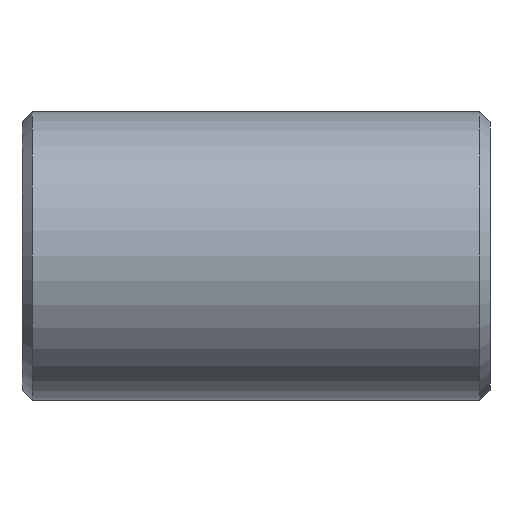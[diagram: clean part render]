
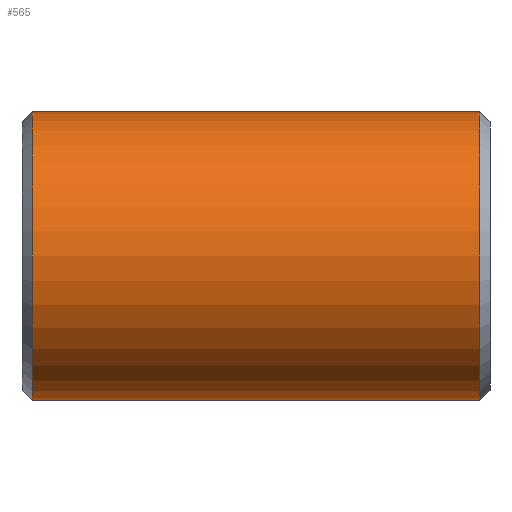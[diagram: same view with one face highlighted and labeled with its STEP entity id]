
A CAD part, front view. The second image highlights one B-rep face of the part: STEP entity #565.
In plain terms, the highlighted cylindrical face has radius 109.537 mm (diameter 219.075 mm), a partial arc.
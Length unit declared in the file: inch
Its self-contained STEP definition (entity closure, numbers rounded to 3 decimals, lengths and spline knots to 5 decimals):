
#30 = CIRCLE ( 'NONE', #169, 4.3125 ) ;
#45 = CYLINDRICAL_SURFACE ( 'NONE', #178, 4.3125 ) ;
#61 = DIRECTION ( 'NONE',  ( 0., 0., -1. ) ) ;
#77 = EDGE_CURVE ( 'NONE', #534, #173, #30, .T. ) ;
#95 = LINE ( 'NONE', #354, #199 ) ;
#166 = CARTESIAN_POINT ( 'NONE',  ( 7., 0., -4.3125 ) ) ;
#169 = AXIS2_PLACEMENT_3D ( 'NONE', #508, #257, #61 ) ;
#171 = FACE_OUTER_BOUND ( 'NONE', #432, .T. ) ;
#173 = VERTEX_POINT ( 'NONE', #755 ) ;
#178 = AXIS2_PLACEMENT_3D ( 'NONE', #660, #422, #664 ) ;
#199 = VECTOR ( 'NONE', #593, 39.37008 ) ;
#204 = DIRECTION ( 'NONE',  ( 0., 0., 1. ) ) ;
#219 = CIRCLE ( 'NONE', #638, 4.3125 ) ;
#227 = LINE ( 'NONE', #166, #578 ) ;
#241 = ORIENTED_EDGE ( 'NONE', *, *, #280, .T. ) ;
#257 = DIRECTION ( 'NONE',  ( -1., 0., 0. ) ) ;
#280 = EDGE_CURVE ( 'NONE', #173, #614, #95, .T. ) ;
#295 = ORIENTED_EDGE ( 'NONE', *, *, #77, .T. ) ;
#296 = CARTESIAN_POINT ( 'NONE',  ( -6.698, 0., 4.3125 ) ) ;
#343 = CARTESIAN_POINT ( 'NONE',  ( -6.698, 0., 0. ) ) ;
#354 = CARTESIAN_POINT ( 'NONE',  ( 7., 0., 4.3125 ) ) ;
#356 = CARTESIAN_POINT ( 'NONE',  ( 6.698, 0., -4.3125 ) ) ;
#417 = DIRECTION ( 'NONE',  ( -1., 0., 0. ) ) ;
#422 = DIRECTION ( 'NONE',  ( -1., 0., 0. ) ) ;
#432 = EDGE_LOOP ( 'NONE', ( #652, #295, #241, #659 ) ) ;
#454 = EDGE_CURVE ( 'NONE', #614, #602, #219, .T. ) ;
#508 = CARTESIAN_POINT ( 'NONE',  ( 6.698, 0., 0. ) ) ;
#534 = VERTEX_POINT ( 'NONE', #356 ) ;
#565 = ADVANCED_FACE ( 'NONE', ( #171 ), #45, .T. ) ;
#578 = VECTOR ( 'NONE', #417, 39.37008 ) ;
#593 = DIRECTION ( 'NONE',  ( -1., 0., 0. ) ) ;
#602 = VERTEX_POINT ( 'NONE', #776 ) ;
#614 = VERTEX_POINT ( 'NONE', #296 ) ;
#636 = DIRECTION ( 'NONE',  ( 1., 0., 0. ) ) ;
#638 = AXIS2_PLACEMENT_3D ( 'NONE', #343, #636, #204 ) ;
#644 = EDGE_CURVE ( 'NONE', #534, #602, #227, .T. ) ;
#652 = ORIENTED_EDGE ( 'NONE', *, *, #644, .F. ) ;
#659 = ORIENTED_EDGE ( 'NONE', *, *, #454, .T. ) ;
#660 = CARTESIAN_POINT ( 'NONE',  ( 7., 0., 0. ) ) ;
#664 = DIRECTION ( 'NONE',  ( 0., 0., 1. ) ) ;
#755 = CARTESIAN_POINT ( 'NONE',  ( 6.698, 0., 4.3125 ) ) ;
#776 = CARTESIAN_POINT ( 'NONE',  ( -6.698, 0., -4.3125 ) ) ;
